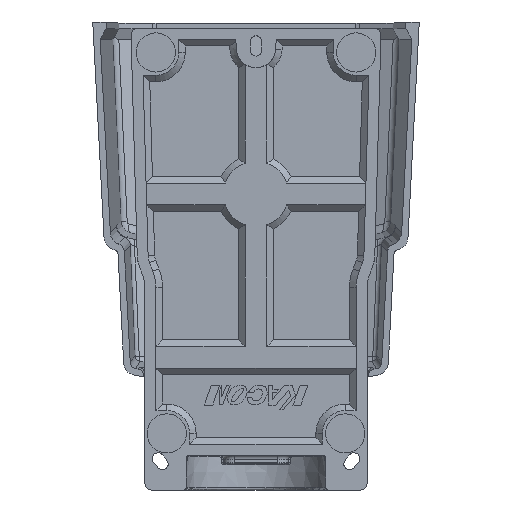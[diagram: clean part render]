
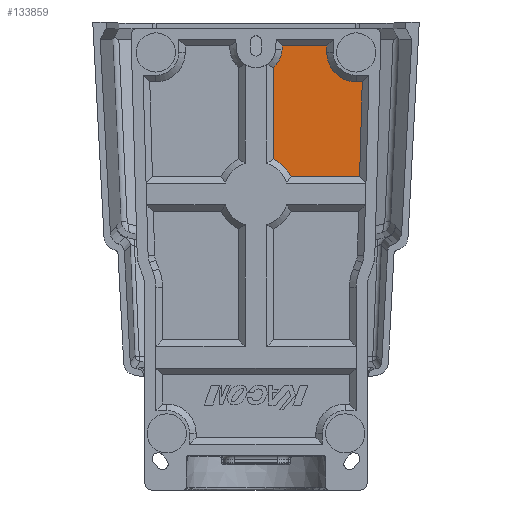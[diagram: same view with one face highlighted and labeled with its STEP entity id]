
A CAD part, front view. The second image highlights one B-rep face of the part: STEP entity #133859.
In plain terms, the highlighted planar face has unit normal (0, -1, 0).
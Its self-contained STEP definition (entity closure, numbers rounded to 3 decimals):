
#3010 = CARTESIAN_POINT ( 'NONE',  ( 46., 5.5, 197. ) ) ;
#7165 = CIRCLE ( 'NONE', #107541, 18. ) ;
#7441 = CARTESIAN_POINT ( 'NONE',  ( 51.329, 5.5, 202. ) ) ;
#7904 = DIRECTION ( 'NONE',  ( 0., 0., -1. ) ) ;
#8094 = VECTOR ( 'NONE', #23392, 1000. ) ;
#9412 = DIRECTION ( 'NONE',  ( 0., 0., -1. ) ) ;
#14027 = CARTESIAN_POINT ( 'NONE',  ( 46., 5.5, 183.5 ) ) ;
#14571 = DIRECTION ( 'NONE',  ( 0., 0., -1. ) ) ;
#14853 = VERTEX_POINT ( 'NONE', #145844 ) ;
#14958 = ORIENTED_EDGE ( 'NONE', *, *, #31165, .T. ) ;
#15418 = EDGE_CURVE ( 'NONE', #37096, #82470, #7165, .T. ) ;
#16692 = VERTEX_POINT ( 'NONE', #148470 ) ;
#20668 = AXIS2_PLACEMENT_3D ( 'NONE', #32362, #112495, #43802 ) ;
#20852 = LINE ( 'NONE', #96061, #139136 ) ;
#21578 = VECTOR ( 'NONE', #9412, 1000. ) ;
#22885 = CARTESIAN_POINT ( 'NONE',  ( 46., 5.5, 183.5 ) ) ;
#23392 = DIRECTION ( 'NONE',  ( 1., 0., 0. ) ) ;
#24323 = EDGE_CURVE ( 'NONE', #39353, #14853, #20852, .T. ) ;
#25602 = DIRECTION ( 'NONE',  ( -1., 0., 0. ) ) ;
#26974 = ORIENTED_EDGE ( 'NONE', *, *, #65322, .T. ) ;
#27419 = DIRECTION ( 'NONE',  ( 0.028, 0., 1. ) ) ;
#29593 = DIRECTION ( 'NONE',  ( 0., 1., 0. ) ) ;
#31165 = EDGE_CURVE ( 'NONE', #16692, #48223, #91615, .T. ) ;
#32219 = DIRECTION ( 'NONE',  ( -1., 0., 0. ) ) ;
#32362 = CARTESIAN_POINT ( 'NONE',  ( 0., 5.5, 199. ) ) ;
#35856 = DIRECTION ( 'NONE',  ( -0.07, 0., -0.998 ) ) ;
#37096 = VERTEX_POINT ( 'NONE', #87022 ) ;
#39353 = VERTEX_POINT ( 'NONE', #40769 ) ;
#40513 = ORIENTED_EDGE ( 'NONE', *, *, #95867, .T. ) ;
#40769 = CARTESIAN_POINT ( 'NONE',  ( 47.59, 5.5, 140. ) ) ;
#43802 = DIRECTION ( 'NONE',  ( 0., 0., -1. ) ) ;
#45763 = VECTOR ( 'NONE', #25602, 1000. ) ;
#48223 = VERTEX_POINT ( 'NONE', #61624 ) ;
#50860 = EDGE_CURVE ( 'NONE', #14853, #82384, #106797, .T. ) ;
#56562 = AXIS2_PLACEMENT_3D ( 'NONE', #7441, #76552, #7904 ) ;
#58934 = ORIENTED_EDGE ( 'NONE', *, *, #15418, .T. ) ;
#61146 = VECTOR ( 'NONE', #111630, 1000. ) ;
#61624 = CARTESIAN_POINT ( 'NONE',  ( 32.5, 5.5, 200. ) ) ;
#65322 = EDGE_CURVE ( 'NONE', #48223, #120221, #71135, .T. ) ;
#67580 = VECTOR ( 'NONE', #32219, 1000. ) ;
#70885 = CARTESIAN_POINT ( 'NONE',  ( 11.971, 5.5, 198.163 ) ) ;
#71135 = LINE ( 'NONE', #100893, #67580 ) ;
#76552 = DIRECTION ( 'NONE',  ( 0., -1., 0. ) ) ;
#76973 = CARTESIAN_POINT ( 'NONE',  ( 32.5, 5.5, 200. ) ) ;
#78821 = EDGE_LOOP ( 'NONE', ( #146958, #90111, #95640, #14958, #26974, #143879, #40513, #135197, #58934, #134986 ) ) ;
#82384 = VERTEX_POINT ( 'NONE', #22885 ) ;
#82409 = EDGE_CURVE ( 'NONE', #82470, #39353, #137213, .T. ) ;
#82470 = VERTEX_POINT ( 'NONE', #115584 ) ;
#83180 = DIRECTION ( 'NONE',  ( 0., 1., 0. ) ) ;
#86099 = LINE ( 'NONE', #101225, #21578 ) ;
#87022 = CARTESIAN_POINT ( 'NONE',  ( 8., 5.5, 148.124 ) ) ;
#87926 = CARTESIAN_POINT ( 'NONE',  ( 12.099, 5.5, 200. ) ) ;
#89625 = VECTOR ( 'NONE', #35856, 1000. ) ;
#89860 = EDGE_CURVE ( 'NONE', #82384, #16692, #104412, .T. ) ;
#90111 = ORIENTED_EDGE ( 'NONE', *, *, #50860, .T. ) ;
#91521 = CARTESIAN_POINT ( 'NONE',  ( 51.329, 5.5, 140. ) ) ;
#91615 = LINE ( 'NONE', #76973, #61146 ) ;
#91647 = EDGE_CURVE ( 'NONE', #119952, #37096, #86099, .T. ) ;
#93101 = AXIS2_PLACEMENT_3D ( 'NONE', #3010, #83180, #14571 ) ;
#93243 = LINE ( 'NONE', #127043, #89625 ) ;
#95640 = ORIENTED_EDGE ( 'NONE', *, *, #89860, .T. ) ;
#95867 = EDGE_CURVE ( 'NONE', #133059, #119952, #107056, .T. ) ;
#96061 = CARTESIAN_POINT ( 'NONE',  ( 49.33, 5.5, 202.056 ) ) ;
#98256 = CARTESIAN_POINT ( 'NONE',  ( 0., 5.5, 132. ) ) ;
#100893 = CARTESIAN_POINT ( 'NONE',  ( 51.329, 5.5, 200. ) ) ;
#101225 = CARTESIAN_POINT ( 'NONE',  ( 8., 5.5, 202. ) ) ;
#104412 = CIRCLE ( 'NONE', #93101, 13.5 ) ;
#106797 = LINE ( 'NONE', #14027, #45763 ) ;
#107056 = CIRCLE ( 'NONE', #20668, 12. ) ;
#107369 = FACE_OUTER_BOUND ( 'NONE', #78821, .T. ) ;
#107541 = AXIS2_PLACEMENT_3D ( 'NONE', #98256, #29593, #109833 ) ;
#109833 = DIRECTION ( 'NONE',  ( 0., 0., -1. ) ) ;
#111630 = DIRECTION ( 'NONE',  ( 0., 0., 1. ) ) ;
#112495 = DIRECTION ( 'NONE',  ( 0., 1., 0. ) ) ;
#115584 = CARTESIAN_POINT ( 'NONE',  ( 16.125, 5.5, 140. ) ) ;
#116935 = EDGE_CURVE ( 'NONE', #120221, #133059, #93243, .T. ) ;
#119952 = VERTEX_POINT ( 'NONE', #120253 ) ;
#120221 = VERTEX_POINT ( 'NONE', #87926 ) ;
#120253 = CARTESIAN_POINT ( 'NONE',  ( 8., 5.5, 190.056 ) ) ;
#127043 = CARTESIAN_POINT ( 'NONE',  ( 12.429, 5.5, 204.72 ) ) ;
#133059 = VERTEX_POINT ( 'NONE', #70885 ) ;
#133859 = ADVANCED_FACE ( 'NONE', ( #107369 ), #145294, .T. ) ;
#134986 = ORIENTED_EDGE ( 'NONE', *, *, #82409, .T. ) ;
#135197 = ORIENTED_EDGE ( 'NONE', *, *, #91647, .T. ) ;
#137213 = LINE ( 'NONE', #91521, #8094 ) ;
#139136 = VECTOR ( 'NONE', #27419, 1000. ) ;
#143879 = ORIENTED_EDGE ( 'NONE', *, *, #116935, .T. ) ;
#145294 = PLANE ( 'NONE',  #56562 ) ;
#145844 = CARTESIAN_POINT ( 'NONE',  ( 48.81, 5.5, 183.5 ) ) ;
#146958 = ORIENTED_EDGE ( 'NONE', *, *, #24323, .T. ) ;
#148470 = CARTESIAN_POINT ( 'NONE',  ( 32.5, 5.5, 197. ) ) ;
